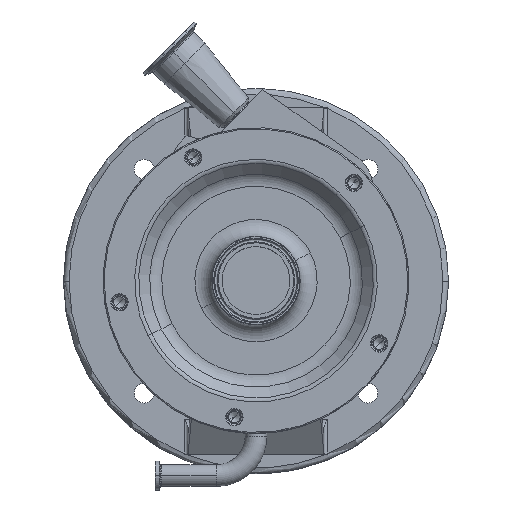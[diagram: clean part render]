
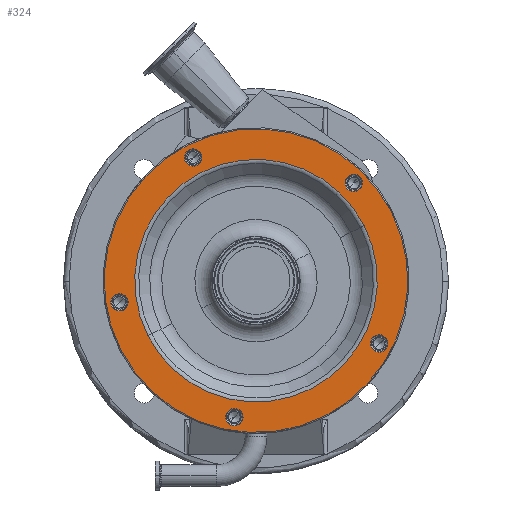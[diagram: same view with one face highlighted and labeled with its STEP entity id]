
A CAD part, top view. The second image highlights one B-rep face of the part: STEP entity #324.
In plain terms, the highlighted planar face has unit normal (0, 0, 1).
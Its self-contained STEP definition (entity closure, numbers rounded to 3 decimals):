
#282 = VERTEX_POINT ( 'NONE', #7022 ) ;
#324 = ADVANCED_FACE ( 'NONE', ( #1799, #13373, #689, #6001, #13435, #10164, #894 ), #750, .F. ) ;
#384 = CARTESIAN_POINT ( 'NONE',  ( -62.197, 105.233, 81. ) ) ;
#427 = CARTESIAN_POINT ( 'NONE',  ( -25.896, -123.968, 81. ) ) ;
#457 = CIRCLE ( 'NONE', #8144, 7.644 ) ;
#595 = CARTESIAN_POINT ( 'NONE',  ( 101.892, -58.857, 81. ) ) ;
#616 = CARTESIAN_POINT ( 'NONE',  ( -127.309, -22.555, 81. ) ) ;
#689 = FACE_BOUND ( 'NONE', #5889, .T. ) ;
#750 = PLANE ( 'NONE',  #6533 ) ;
#894 = FACE_BOUND ( 'NONE', #8083, .T. ) ;
#1109 = CIRCLE ( 'NONE', #12286, 134. ) ;
#1278 = DIRECTION ( 'NONE',  ( 0., 0., -1. ) ) ;
#1322 = VERTEX_POINT ( 'NONE', #595 ) ;
#1540 = CARTESIAN_POINT ( 'NONE',  ( 108.703, -55.387, 81. ) ) ;
#1681 = VERTEX_POINT ( 'NONE', #7882 ) ;
#1720 = ORIENTED_EDGE ( 'NONE', *, *, #11685, .F. ) ;
#1799 = FACE_BOUND ( 'NONE', #9486, .T. ) ;
#1941 = AXIS2_PLACEMENT_3D ( 'NONE', #5985, #4423, #12616 ) ;
#1990 = AXIS2_PLACEMENT_3D ( 'NONE', #11620, #3466, #8615 ) ;
#2094 = VERTEX_POINT ( 'NONE', #13571 ) ;
#2146 = EDGE_LOOP ( 'NONE', ( #11424, #3676 ) ) ;
#2252 = DIRECTION ( 'NONE',  ( 0., 0., -1. ) ) ;
#2287 = EDGE_CURVE ( 'NONE', #1681, #8544, #11070, .T. ) ;
#2748 = CARTESIAN_POINT ( 'NONE',  ( -113.687, -15.615, 81. ) ) ;
#2766 = EDGE_CURVE ( 'NONE', #8773, #282, #8928, .T. ) ;
#2886 = DIRECTION ( 'NONE',  ( -0.891, -0.454, 0. ) ) ;
#3022 = CARTESIAN_POINT ( 'NONE',  ( -120.498, -19.085, 81. ) ) ;
#3066 = CARTESIAN_POINT ( 'NONE',  ( 0., 0., 81. ) ) ;
#3098 = DIRECTION ( 'NONE',  ( 0., 0., -1. ) ) ;
#3466 = DIRECTION ( 'NONE',  ( 0., 0., -1. ) ) ;
#3513 = VERTEX_POINT ( 'NONE', #5989 ) ;
#3554 = VERTEX_POINT ( 'NONE', #5031 ) ;
#3676 = ORIENTED_EDGE ( 'NONE', *, *, #5696, .T. ) ;
#3809 = CARTESIAN_POINT ( 'NONE',  ( 95.401, 48.609, 81. ) ) ;
#3826 = CIRCLE ( 'NONE', #6007, 107.071 ) ;
#3834 = DIRECTION ( 'NONE',  ( 0., 0., -1. ) ) ;
#3913 = CIRCLE ( 'NONE', #4600, 134. ) ;
#3971 = VERTEX_POINT ( 'NONE', #7280 ) ;
#4391 = CIRCLE ( 'NONE', #1941, 107.071 ) ;
#4423 = DIRECTION ( 'NONE',  ( 0., 0., -1. ) ) ;
#4485 = VERTEX_POINT ( 'NONE', #2748 ) ;
#4571 = DIRECTION ( 'NONE',  ( 0., 0., -1. ) ) ;
#4587 = CIRCLE ( 'NONE', #11344, 7.644 ) ;
#4588 = ORIENTED_EDGE ( 'NONE', *, *, #2766, .T. ) ;
#4600 = AXIS2_PLACEMENT_3D ( 'NONE', #12178, #12051, #7946 ) ;
#4846 = DIRECTION ( 'NONE',  ( 0., 0., -1. ) ) ;
#4932 = EDGE_CURVE ( 'NONE', #7657, #2094, #8168, .T. ) ;
#5031 = CARTESIAN_POINT ( 'NONE',  ( -119.395, -60.835, 81. ) ) ;
#5137 = ORIENTED_EDGE ( 'NONE', *, *, #12578, .T. ) ;
#5164 = AXIS2_PLACEMENT_3D ( 'NONE', #10016, #4571, #8872 ) ;
#5253 = CIRCLE ( 'NONE', #6357, 7.644 ) ;
#5409 = CARTESIAN_POINT ( 'NONE',  ( -19.085, -120.498, 81. ) ) ;
#5638 = DIRECTION ( 'NONE',  ( 0., 0., -1. ) ) ;
#5664 = ORIENTED_EDGE ( 'NONE', *, *, #4932, .T. ) ;
#5696 = EDGE_CURVE ( 'NONE', #8544, #1681, #9296, .T. ) ;
#5854 = EDGE_CURVE ( 'NONE', #3513, #6943, #3826, .T. ) ;
#5889 = EDGE_LOOP ( 'NONE', ( #13221, #5664 ) ) ;
#5895 = CARTESIAN_POINT ( 'NONE',  ( 86.267, 86.267, 81. ) ) ;
#5985 = CARTESIAN_POINT ( 'NONE',  ( 0., 0., 81. ) ) ;
#5989 = CARTESIAN_POINT ( 'NONE',  ( -95.401, -48.609, 81. ) ) ;
#6001 = FACE_BOUND ( 'NONE', #8808, .T. ) ;
#6007 = AXIS2_PLACEMENT_3D ( 'NONE', #3066, #10392, #9445 ) ;
#6088 = DIRECTION ( 'NONE',  ( 0., 0., -1. ) ) ;
#6357 = AXIS2_PLACEMENT_3D ( 'NONE', #11227, #6088, #10179 ) ;
#6533 = AXIS2_PLACEMENT_3D ( 'NONE', #8192, #4846, #11138 ) ;
#6765 = CARTESIAN_POINT ( 'NONE',  ( 115.513, -51.917, 81. ) ) ;
#6831 = DIRECTION ( 'NONE',  ( -0.891, -0.454, 0. ) ) ;
#6943 = VERTEX_POINT ( 'NONE', #3809 ) ;
#7022 = CARTESIAN_POINT ( 'NONE',  ( 79.456, 82.797, 81. ) ) ;
#7236 = AXIS2_PLACEMENT_3D ( 'NONE', #1540, #9981, #6831 ) ;
#7280 = CARTESIAN_POINT ( 'NONE',  ( 119.395, 60.835, 81. ) ) ;
#7442 = CARTESIAN_POINT ( 'NONE',  ( 86.267, 86.267, 81. ) ) ;
#7657 = VERTEX_POINT ( 'NONE', #427 ) ;
#7766 = EDGE_CURVE ( 'NONE', #6943, #3513, #4391, .T. ) ;
#7836 = ORIENTED_EDGE ( 'NONE', *, *, #13538, .F. ) ;
#7882 = CARTESIAN_POINT ( 'NONE',  ( -48.576, 112.173, 81. ) ) ;
#7946 = DIRECTION ( 'NONE',  ( -0.891, -0.454, 0. ) ) ;
#7995 = EDGE_LOOP ( 'NONE', ( #10043, #8822 ) ) ;
#8056 = EDGE_CURVE ( 'NONE', #1322, #8198, #5253, .T. ) ;
#8083 = EDGE_LOOP ( 'NONE', ( #11931, #11571 ) ) ;
#8144 = AXIS2_PLACEMENT_3D ( 'NONE', #7442, #5638, #9508 ) ;
#8168 = CIRCLE ( 'NONE', #8621, 7.644 ) ;
#8192 = CARTESIAN_POINT ( 'NONE',  ( -60.835, 119.395, 81. ) ) ;
#8198 = VERTEX_POINT ( 'NONE', #6765 ) ;
#8262 = VERTEX_POINT ( 'NONE', #616 ) ;
#8271 = EDGE_CURVE ( 'NONE', #8198, #1322, #11385, .T. ) ;
#8296 = CARTESIAN_POINT ( 'NONE',  ( -19.085, -120.498, 81. ) ) ;
#8544 = VERTEX_POINT ( 'NONE', #384 ) ;
#8615 = DIRECTION ( 'NONE',  ( -0.891, -0.454, 0. ) ) ;
#8621 = AXIS2_PLACEMENT_3D ( 'NONE', #5409, #1278, #8641 ) ;
#8641 = DIRECTION ( 'NONE',  ( -0.891, -0.454, 0. ) ) ;
#8773 = VERTEX_POINT ( 'NONE', #11558 ) ;
#8808 = EDGE_LOOP ( 'NONE', ( #11513, #12257 ) ) ;
#8822 = ORIENTED_EDGE ( 'NONE', *, *, #8056, .T. ) ;
#8872 = DIRECTION ( 'NONE',  ( -0.891, -0.454, 0. ) ) ;
#8928 = CIRCLE ( 'NONE', #10651, 7.644 ) ;
#9044 = DIRECTION ( 'NONE',  ( -0.891, -0.454, 0. ) ) ;
#9210 = CARTESIAN_POINT ( 'NONE',  ( 0., 0., 81. ) ) ;
#9296 = CIRCLE ( 'NONE', #13417, 7.644 ) ;
#9445 = DIRECTION ( 'NONE',  ( -0.891, -0.454, 0. ) ) ;
#9486 = EDGE_LOOP ( 'NONE', ( #4588, #5137 ) ) ;
#9508 = DIRECTION ( 'NONE',  ( -0.891, -0.454, 0. ) ) ;
#9746 = DIRECTION ( 'NONE',  ( 0., 0., -1. ) ) ;
#9789 = AXIS2_PLACEMENT_3D ( 'NONE', #3022, #10143, #2886 ) ;
#9830 = EDGE_CURVE ( 'NONE', #4485, #8262, #12171, .T. ) ;
#9910 = CIRCLE ( 'NONE', #1990, 7.644 ) ;
#9981 = DIRECTION ( 'NONE',  ( 0., 0., -1. ) ) ;
#10016 = CARTESIAN_POINT ( 'NONE',  ( -55.387, 108.703, 81. ) ) ;
#10043 = ORIENTED_EDGE ( 'NONE', *, *, #8271, .T. ) ;
#10143 = DIRECTION ( 'NONE',  ( 0., 0., -1. ) ) ;
#10164 = FACE_OUTER_BOUND ( 'NONE', #13446, .T. ) ;
#10179 = DIRECTION ( 'NONE',  ( -0.891, -0.454, 0. ) ) ;
#10392 = DIRECTION ( 'NONE',  ( 0., 0., -1. ) ) ;
#10542 = DIRECTION ( 'NONE',  ( -0.891, -0.454, 0. ) ) ;
#10651 = AXIS2_PLACEMENT_3D ( 'NONE', #5895, #3834, #9044 ) ;
#11070 = CIRCLE ( 'NONE', #5164, 7.644 ) ;
#11138 = DIRECTION ( 'NONE',  ( -0.891, -0.454, 0. ) ) ;
#11227 = CARTESIAN_POINT ( 'NONE',  ( 108.703, -55.387, 81. ) ) ;
#11344 = AXIS2_PLACEMENT_3D ( 'NONE', #8296, #2252, #10542 ) ;
#11385 = CIRCLE ( 'NONE', #7236, 7.644 ) ;
#11424 = ORIENTED_EDGE ( 'NONE', *, *, #2287, .T. ) ;
#11513 = ORIENTED_EDGE ( 'NONE', *, *, #9830, .T. ) ;
#11542 = EDGE_CURVE ( 'NONE', #8262, #4485, #9910, .T. ) ;
#11558 = CARTESIAN_POINT ( 'NONE',  ( 93.078, 89.737, 81. ) ) ;
#11571 = ORIENTED_EDGE ( 'NONE', *, *, #7766, .T. ) ;
#11620 = CARTESIAN_POINT ( 'NONE',  ( -120.498, -19.085, 81. ) ) ;
#11685 = EDGE_CURVE ( 'NONE', #3554, #3971, #1109, .T. ) ;
#11715 = CARTESIAN_POINT ( 'NONE',  ( -55.387, 108.703, 81. ) ) ;
#11931 = ORIENTED_EDGE ( 'NONE', *, *, #5854, .T. ) ;
#11987 = DIRECTION ( 'NONE',  ( -0.891, -0.454, 0. ) ) ;
#12051 = DIRECTION ( 'NONE',  ( 0., 0., -1. ) ) ;
#12171 = CIRCLE ( 'NONE', #9789, 7.644 ) ;
#12178 = CARTESIAN_POINT ( 'NONE',  ( 0., 0., 81. ) ) ;
#12257 = ORIENTED_EDGE ( 'NONE', *, *, #11542, .T. ) ;
#12281 = DIRECTION ( 'NONE',  ( -0.891, -0.454, 0. ) ) ;
#12286 = AXIS2_PLACEMENT_3D ( 'NONE', #9210, #3098, #12281 ) ;
#12578 = EDGE_CURVE ( 'NONE', #282, #8773, #457, .T. ) ;
#12616 = DIRECTION ( 'NONE',  ( -0.891, -0.454, 0. ) ) ;
#13221 = ORIENTED_EDGE ( 'NONE', *, *, #13281, .T. ) ;
#13281 = EDGE_CURVE ( 'NONE', #2094, #7657, #4587, .T. ) ;
#13373 = FACE_BOUND ( 'NONE', #7995, .T. ) ;
#13417 = AXIS2_PLACEMENT_3D ( 'NONE', #11715, #9746, #11987 ) ;
#13435 = FACE_BOUND ( 'NONE', #2146, .T. ) ;
#13446 = EDGE_LOOP ( 'NONE', ( #1720, #7836 ) ) ;
#13538 = EDGE_CURVE ( 'NONE', #3971, #3554, #3913, .T. ) ;
#13571 = CARTESIAN_POINT ( 'NONE',  ( -12.274, -117.028, 81. ) ) ;
